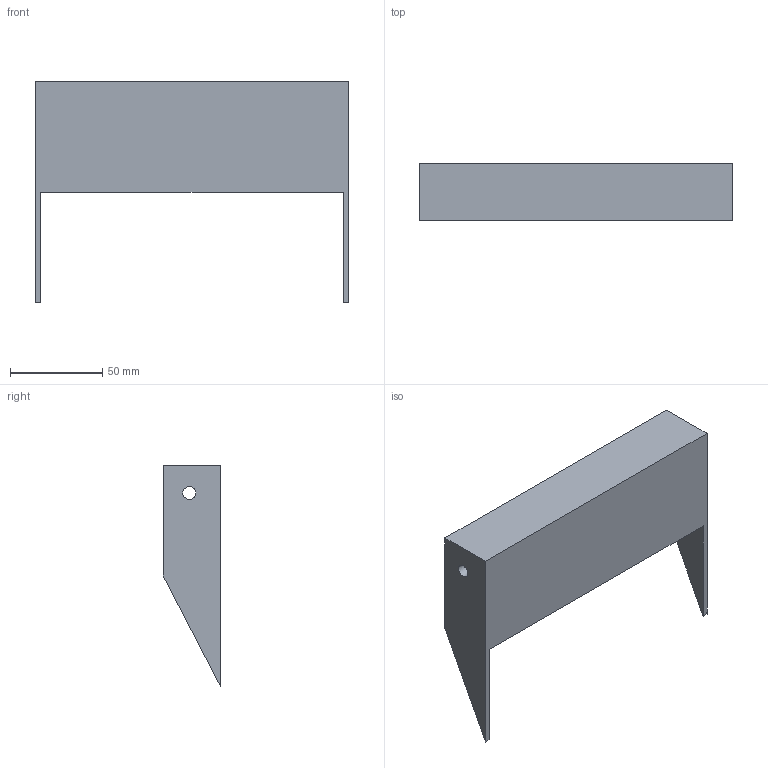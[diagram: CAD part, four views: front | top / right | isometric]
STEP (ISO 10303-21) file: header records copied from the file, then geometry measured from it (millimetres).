
FILE_DESCRIPTION(/* description */ (''),/* implementation_level */ '2;1');
FILE_NAME(/* name */ 'BodyWedgeV1.ipt.step',/* time_stamp */ '2024-02-27T11:31:55-06:00',/* author */ ('smz3rm'),/* organization */ (''),/* preprocessor_version */ 'ST-DEVELOPER v18',/* originating_system */ 'Autodesk Inventor 2020',/* authorisation */ '');
FILE_SCHEMA (('AUTOMOTIVE_DESIGN { 1 0 10303 214 3 1 1 }'));
Length unit declared in the file: millimetre
Products named in the file (1): BodyWedgeV1
Bounding box: 170 x 31 x 120 mm (x, y, z)
Volume: 112673.7 mm3; surface area: 52784.8 mm2
Topology: 1 solids, 1 shells, 43 faces, 112 edges, 72 vertices
Faces by surface type: plane 35, cylinder 8
Full cylindrical faces by diameter (mm): 7 x2, 16 x2
Entity records: 1355 total; most frequent: CARTESIAN_POINT 228, ORIENTED_EDGE 224, DIRECTION 224, EDGE_CURVE 112, LINE 88, VECTOR 88, VERTEX_POINT 72, AXIS2_PLACEMENT_3D 68
